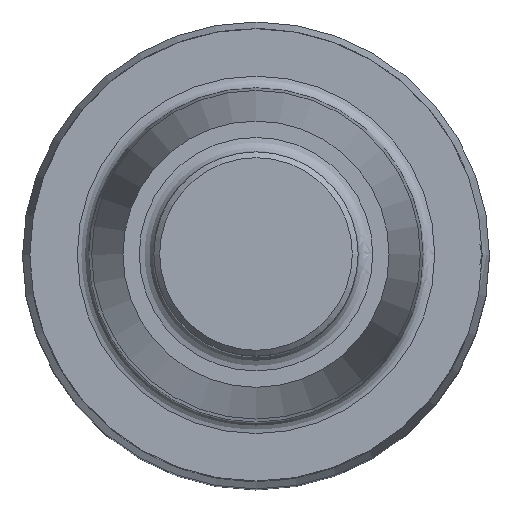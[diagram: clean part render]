
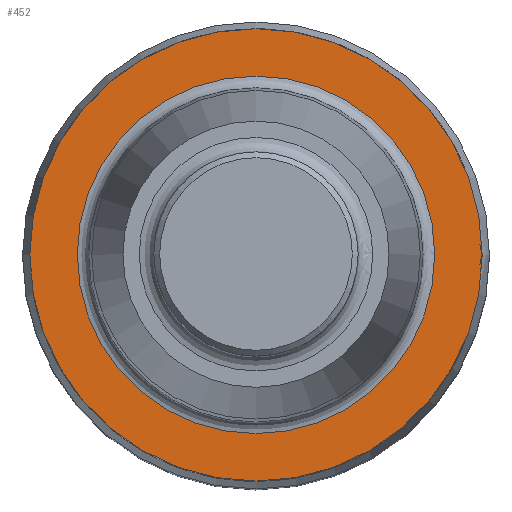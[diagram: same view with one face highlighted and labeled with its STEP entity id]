
A CAD part, top view. The second image highlights one B-rep face of the part: STEP entity #452.
In plain terms, the highlighted free-form (B-spline) face has degree [1, 1] with [2, 2] control points.
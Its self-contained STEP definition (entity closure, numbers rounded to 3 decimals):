
#8 = VERTEX_POINT('', #9);
#9 = CARTESIAN_POINT('', (6.124, 0., 0.));
#35 = EDGE_CURVE('', #8, #8, #36, .T.);
#36 = CIRCLE('', #37, 6.124);
#37 = AXIS2_PLACEMENT_3D('', #38, #39, #40);
#38 = CARTESIAN_POINT('', (0., 0., 0.));
#39 = DIRECTION('', (0., 0., -1.));
#40 = DIRECTION('', (1., 0., 0.));
#452 = ADVANCED_FACE('', (#453, #464), #467, .T.);
#453 = FACE_OUTER_BOUND('', #454, .T.);
#454 = EDGE_LOOP('', (#455));
#455 = ORIENTED_EDGE('', *, *, #456, .T.);
#456 = EDGE_CURVE('', #457, #457, #459, .T.);
#457 = VERTEX_POINT('', #458);
#458 = CARTESIAN_POINT('', (7.75, 0., 0.));
#459 = CIRCLE('', #460, 7.75);
#460 = AXIS2_PLACEMENT_3D('', #461, #462, #463);
#461 = CARTESIAN_POINT('', (0., 0., 0.));
#462 = DIRECTION('', (0., 0., 1.));
#463 = DIRECTION('', (1., 0., 0.));
#464 = FACE_BOUND('', #465, .T.);
#465 = EDGE_LOOP('', (#466));
#466 = ORIENTED_EDGE('', *, *, #35, .T.);
#467 = B_SPLINE_SURFACE_WITH_KNOTS('', 1, 1, ((#468, #469), (#470, #471)), .UNSPECIFIED., .F., .F., .U., (2, 2), (2, 2), (-7.751, 7.751), (-15.501, 0.001), .UNSPECIFIED.);
#468 = CARTESIAN_POINT('', (-7.751, -7.751, 0.));
#469 = CARTESIAN_POINT('', (-7.751, 7.751, 0.));
#470 = CARTESIAN_POINT('', (7.751, -7.751, 0.));
#471 = CARTESIAN_POINT('', (7.751, 7.751, 0.));
